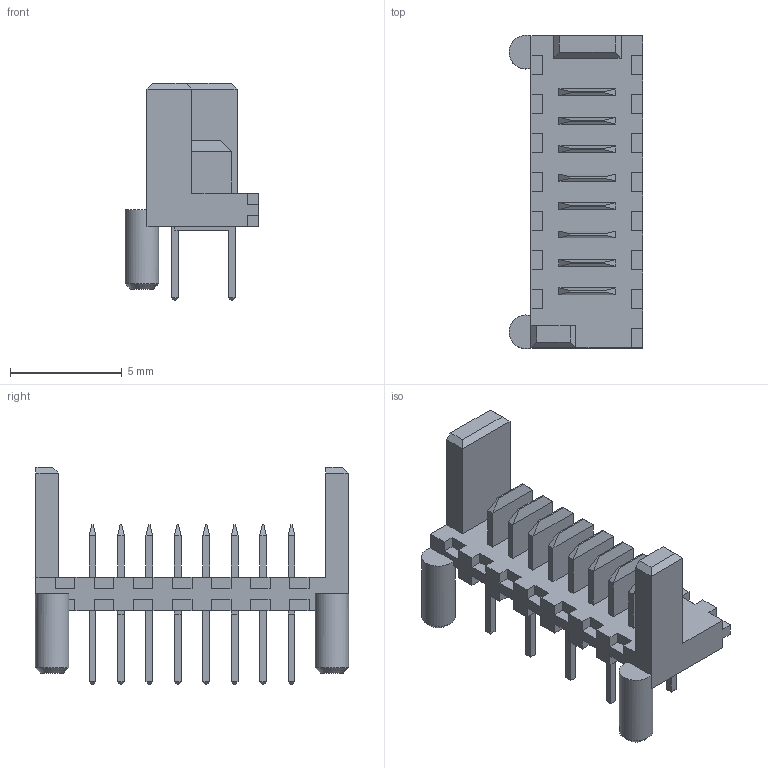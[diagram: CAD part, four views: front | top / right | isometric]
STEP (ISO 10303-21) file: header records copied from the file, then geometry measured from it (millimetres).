
FILE_DESCRIPTION(/* description */ ('model of Molex_Picoflex_90325-0008_2x04_P1.27mm_Vertical'),/* implementation_level */ '2;1');
FILE_NAME(/* name */ 'Molex_Picoflex_90325-0008_2x04_P1.27mm_Vertical.step',/* time_stamp */ '2017-12-05T00:04:05',/* author */ ('Ray Benitez',''),/* organization */ (''),/* preprocessor_version */ '',/* originating_system */ '',/* authorisation */ '');
FILE_SCHEMA(('AUTOMOTIVE_DESIGN { 1 0 10303 214 1 1 1 1 }'));
Length unit declared in the file: millimetre
Products named in the file (1): Molex_90325_0008
Bounding box: 5.98 x 13.99 x 9.7 mm (x, y, z)
Volume: 149.8 mm3; surface area: 443.6 mm2
Topology: 1 solids, 1 shells, 304 faces, 804 edges, 518 vertices
Faces by surface type: plane 300, cylinder 2, cone 2
Full cylindrical faces by diameter (mm): 1.5 x2
Entity records: 6201 total; most frequent: ORIENTED_EDGE 1260, CARTESIAN_POINT 934, EDGE_CURVE 804, LINE 747, VERTEX_POINT 518, FACE_BOUND 320, EDGE_LOOP 320, ADVANCED_FACE 304
